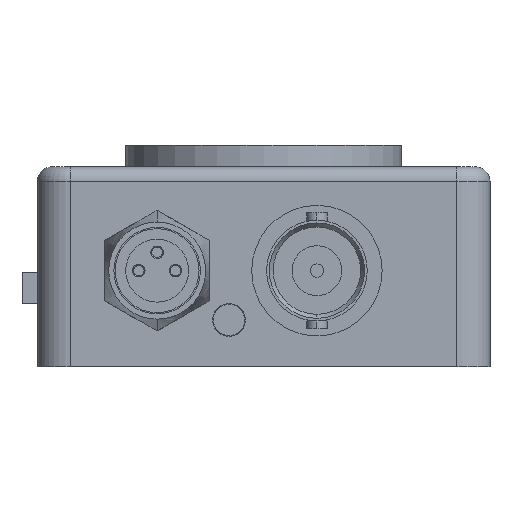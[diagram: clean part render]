
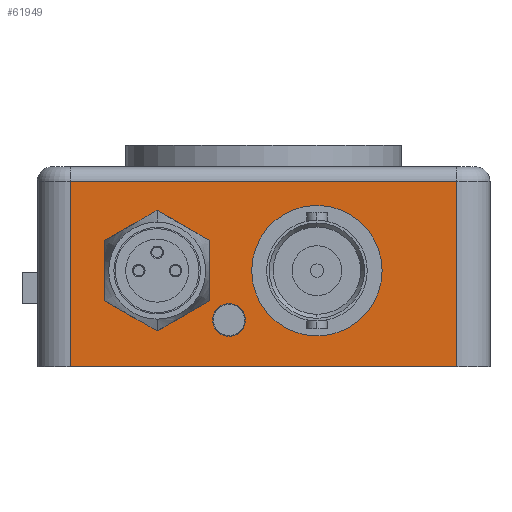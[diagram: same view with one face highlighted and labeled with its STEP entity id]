
A CAD part, front view. The second image highlights one B-rep face of the part: STEP entity #61949.
In plain terms, the highlighted planar face has unit normal (0, -1, 0).
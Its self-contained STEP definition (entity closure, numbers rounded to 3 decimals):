
#648 = CIRCLE ( 'NONE', #59228, 5.016 ) ;
#3764 = DIRECTION ( 'NONE',  ( 0., 0., -1. ) ) ;
#4087 = DIRECTION ( 'NONE',  ( 0., -1., 0. ) ) ;
#4310 = CARTESIAN_POINT ( 'NONE',  ( -16.628, -24.642, -6.413 ) ) ;
#6446 = AXIS2_PLACEMENT_3D ( 'NONE', #42179, #4087, #48611 ) ;
#7293 = CIRCLE ( 'NONE', #16870, 5.016 ) ;
#7694 = EDGE_CURVE ( 'NONE', #19370, #53231, #35094, .T. ) ;
#8271 = DIRECTION ( 'NONE',  ( -1., 0., 0. ) ) ;
#8606 = VECTOR ( 'NONE', #74014, 1000. ) ;
#9189 = DIRECTION ( 'NONE',  ( 0., 1., 0. ) ) ;
#10096 = EDGE_CURVE ( 'NONE', #42973, #42003, #59364, .T. ) ;
#10152 = LINE ( 'NONE', #74940, #25009 ) ;
#10767 = AXIS2_PLACEMENT_3D ( 'NONE', #79997, #41860, #3764 ) ;
#11164 = EDGE_CURVE ( 'NONE', #22644, #29940, #10152, .T. ) ;
#11235 = CARTESIAN_POINT ( 'NONE',  ( -9.77, -24.642, -4.521 ) ) ;
#11501 = ORIENTED_EDGE ( 'NONE', *, *, #41867, .F. ) ;
#12108 = CARTESIAN_POINT ( 'NONE',  ( 11.947, -24.642, 8.509 ) ) ;
#12771 = ORIENTED_EDGE ( 'NONE', *, *, #43138, .F. ) ;
#14572 = VERTEX_POINT ( 'NONE', #62345 ) ;
#16870 = AXIS2_PLACEMENT_3D ( 'NONE', #32045, #76537, #38461 ) ;
#19370 = VERTEX_POINT ( 'NONE', #11235 ) ;
#22099 = AXIS2_PLACEMENT_3D ( 'NONE', #30528, #75032, #36951 ) ;
#22612 = CIRCLE ( 'NONE', #10767, 5.563 ) ;
#22644 = VERTEX_POINT ( 'NONE', #53618 ) ;
#25009 = VECTOR ( 'NONE', #36868, 1000. ) ;
#27877 = CARTESIAN_POINT ( 'NONE',  ( -24.883, -24.642, 8.509 ) ) ;
#28490 = CARTESIAN_POINT ( 'NONE',  ( -9.77, -24.642, -6.096 ) ) ;
#29639 = VERTEX_POINT ( 'NONE', #71888 ) ;
#29913 = EDGE_CURVE ( 'NONE', #45520, #14572, #7293, .T. ) ;
#29940 = VERTEX_POINT ( 'NONE', #51269 ) ;
#30528 = CARTESIAN_POINT ( 'NONE',  ( -28.058, -24.642, 8.509 ) ) ;
#30847 = FACE_BOUND ( 'NONE', #56153, .T. ) ;
#31863 = LINE ( 'NONE', #27877, #65708 ) ;
#31897 = ORIENTED_EDGE ( 'NONE', *, *, #65627, .F. ) ;
#32045 = CARTESIAN_POINT ( 'NONE',  ( -16.628, -24.642, -1.397 ) ) ;
#32655 = ORIENTED_EDGE ( 'NONE', *, *, #10096, .T. ) ;
#34948 = DIRECTION ( 'NONE',  ( 0., 0., -1. ) ) ;
#35094 = CIRCLE ( 'NONE', #43777, 1.575 ) ;
#35865 = CARTESIAN_POINT ( 'NONE',  ( -9.77, -24.642, -6.096 ) ) ;
#36868 = DIRECTION ( 'NONE',  ( 1., 0., 0. ) ) ;
#36951 = DIRECTION ( 'NONE',  ( 0., 0., 1. ) ) ;
#36983 = VERTEX_POINT ( 'NONE', #59155 ) ;
#38151 = AXIS2_PLACEMENT_3D ( 'NONE', #35865, #80377, #42239 ) ;
#38461 = DIRECTION ( 'NONE',  ( 0., 0., 1. ) ) ;
#38836 = EDGE_CURVE ( 'NONE', #29940, #42973, #64017, .T. ) ;
#39141 = ORIENTED_EDGE ( 'NONE', *, *, #29913, .T. ) ;
#41860 = DIRECTION ( 'NONE',  ( 0., -1., 0. ) ) ;
#41867 = EDGE_CURVE ( 'NONE', #29639, #36983, #46404, .T. ) ;
#42003 = VERTEX_POINT ( 'NONE', #56322 ) ;
#42179 = CARTESIAN_POINT ( 'NONE',  ( -1.388, -24.642, -1.397 ) ) ;
#42239 = DIRECTION ( 'NONE',  ( 0., 0., -1. ) ) ;
#42973 = VERTEX_POINT ( 'NONE', #75051 ) ;
#43138 = EDGE_CURVE ( 'NONE', #36983, #68732, #62884, .T. ) ;
#43777 = AXIS2_PLACEMENT_3D ( 'NONE', #28490, #73022, #34948 ) ;
#44646 = ORIENTED_EDGE ( 'NONE', *, *, #75399, .F. ) ;
#44949 = CARTESIAN_POINT ( 'NONE',  ( -9.77, -24.642, -7.671 ) ) ;
#45520 = VERTEX_POINT ( 'NONE', #4310 ) ;
#45764 = EDGE_LOOP ( 'NONE', ( #12771, #11501, #31897 ) ) ;
#46404 = CIRCLE ( 'NONE', #6446, 5.563 ) ;
#47317 = CARTESIAN_POINT ( 'NONE',  ( -16.628, -24.642, -1.397 ) ) ;
#48611 = DIRECTION ( 'NONE',  ( 0., 0., -1. ) ) ;
#48641 = EDGE_CURVE ( 'NONE', #14572, #45520, #648, .T. ) ;
#50245 = DIRECTION ( 'NONE',  ( 0., 0., 1. ) ) ;
#51269 = CARTESIAN_POINT ( 'NONE',  ( 11.947, -24.642, -10.541 ) ) ;
#53231 = VERTEX_POINT ( 'NONE', #44949 ) ;
#53618 = CARTESIAN_POINT ( 'NONE',  ( -24.883, -24.642, -10.541 ) ) ;
#53752 = DIRECTION ( 'NONE',  ( 0., 0., 1. ) ) ;
#56153 = EDGE_LOOP ( 'NONE', ( #44646, #71027 ) ) ;
#56322 = CARTESIAN_POINT ( 'NONE',  ( -24.883, -24.642, 7.112 ) ) ;
#59155 = CARTESIAN_POINT ( 'NONE',  ( 1.78, -24.642, 3.175 ) ) ;
#59176 = ORIENTED_EDGE ( 'NONE', *, *, #48641, .T. ) ;
#59228 = AXIS2_PLACEMENT_3D ( 'NONE', #47317, #9189, #53752 ) ;
#59364 = LINE ( 'NONE', #61271, #8606 ) ;
#61271 = CARTESIAN_POINT ( 'NONE',  ( -28.058, -24.642, 7.112 ) ) ;
#61949 = ADVANCED_FACE ( 'NONE', ( #30847, #79659, #64726, #62747 ), #81183, .F. ) ;
#62345 = CARTESIAN_POINT ( 'NONE',  ( -16.628, -24.642, 3.619 ) ) ;
#62747 = FACE_OUTER_BOUND ( 'NONE', #73707, .T. ) ;
#62884 = LINE ( 'NONE', #78059, #77755 ) ;
#64017 = LINE ( 'NONE', #12108, #80928 ) ;
#64435 = EDGE_LOOP ( 'NONE', ( #39141, #59176 ) ) ;
#64726 = FACE_BOUND ( 'NONE', #45764, .T. ) ;
#65627 = EDGE_CURVE ( 'NONE', #68732, #29639, #22612, .T. ) ;
#65708 = VECTOR ( 'NONE', #72123, 1000. ) ;
#67284 = ORIENTED_EDGE ( 'NONE', *, *, #38836, .T. ) ;
#67922 = EDGE_CURVE ( 'NONE', #42003, #22644, #31863, .T. ) ;
#68732 = VERTEX_POINT ( 'NONE', #76959 ) ;
#71027 = ORIENTED_EDGE ( 'NONE', *, *, #7694, .F. ) ;
#71888 = CARTESIAN_POINT ( 'NONE',  ( -1.388, -24.642, -6.96 ) ) ;
#72123 = DIRECTION ( 'NONE',  ( 0., 0., -1. ) ) ;
#73022 = DIRECTION ( 'NONE',  ( 0., -1., 0. ) ) ;
#73707 = EDGE_LOOP ( 'NONE', ( #67284, #32655, #80139, #81062 ) ) ;
#74014 = DIRECTION ( 'NONE',  ( -1., 0., 0. ) ) ;
#74940 = CARTESIAN_POINT ( 'NONE',  ( -28.058, -24.642, -10.541 ) ) ;
#75032 = DIRECTION ( 'NONE',  ( 0., 1., 0. ) ) ;
#75051 = CARTESIAN_POINT ( 'NONE',  ( 11.947, -24.642, 7.112 ) ) ;
#75399 = EDGE_CURVE ( 'NONE', #53231, #19370, #77550, .T. ) ;
#76537 = DIRECTION ( 'NONE',  ( 0., 1., 0. ) ) ;
#76959 = CARTESIAN_POINT ( 'NONE',  ( -4.557, -24.642, 3.175 ) ) ;
#77550 = CIRCLE ( 'NONE', #38151, 1.575 ) ;
#77755 = VECTOR ( 'NONE', #8271, 1000. ) ;
#78059 = CARTESIAN_POINT ( 'NONE',  ( -4.557, -24.642, 3.175 ) ) ;
#79659 = FACE_BOUND ( 'NONE', #64435, .T. ) ;
#79997 = CARTESIAN_POINT ( 'NONE',  ( -1.388, -24.642, -1.397 ) ) ;
#80139 = ORIENTED_EDGE ( 'NONE', *, *, #67922, .T. ) ;
#80377 = DIRECTION ( 'NONE',  ( 0., -1., 0. ) ) ;
#80928 = VECTOR ( 'NONE', #50245, 1000. ) ;
#81062 = ORIENTED_EDGE ( 'NONE', *, *, #11164, .T. ) ;
#81183 = PLANE ( 'NONE',  #22099 ) ;
